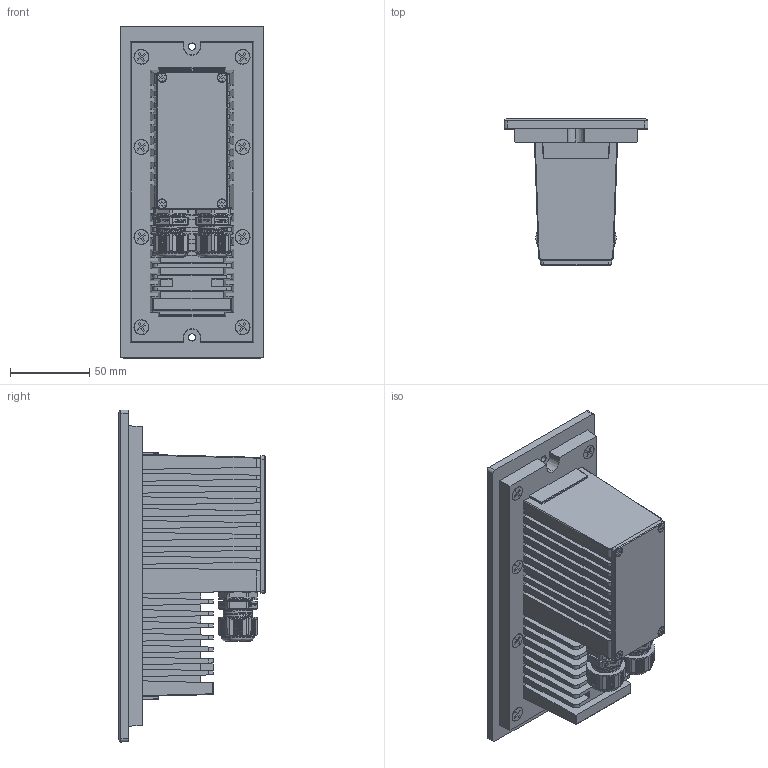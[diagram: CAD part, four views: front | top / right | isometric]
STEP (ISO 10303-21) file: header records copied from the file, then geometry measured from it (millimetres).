
FILE_DESCRIPTION (( 'STEP AP203' ), '1' );
FILE_NAME ('NWALL.STEP', '2023-04-12T11:16:57', ( '' ), ( '' ), 'SwSTEP 2.0', 'SolidWorks 2017', '' );
FILE_SCHEMA (( 'CONFIG_CONTROL_DESIGN' ));
Products named in the file (1): NWALL
Bounding box: 91 x 93 x 210 mm (x, y, z)
Surface area: 252545.6 mm2 (no closed solid volume)
Topology: 0 solids, 47 shells, 3160 faces, 8528 edges, 5573 vertices
Faces by surface type: plane 1868, cylinder 629, bspline 358, cone 189, torus 110, sphere 6
Full cylindrical faces by diameter (mm): 16.6 x4
Entity records: 117622 total; most frequent: CARTESIAN_POINT 42193, ORIENTED_EDGE 16914, DIRECTION 13618, EDGE_CURVE 8472, VERTEX_POINT 5567, LINE 5198, VECTOR 5198, AXIS2_PLACEMENT_3D 4210
